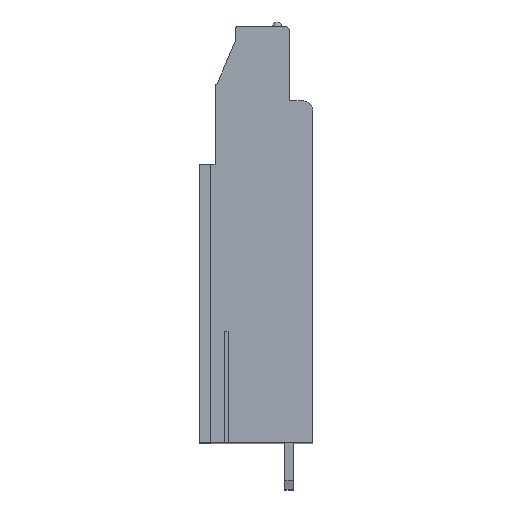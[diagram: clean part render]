
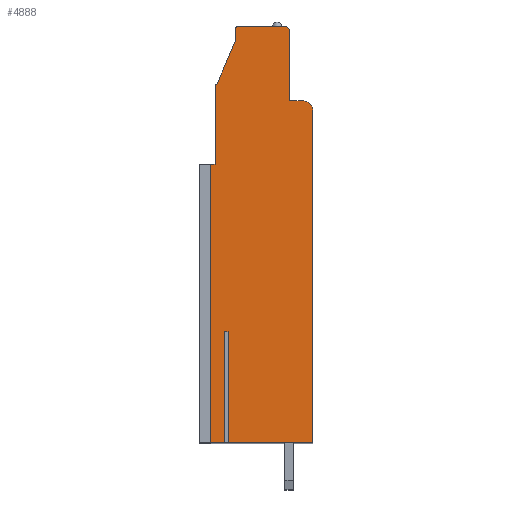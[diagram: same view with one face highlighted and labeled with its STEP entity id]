
A CAD part, top view. The second image highlights one B-rep face of the part: STEP entity #4888.
In plain terms, the highlighted planar face has unit normal (0, 0, 1).
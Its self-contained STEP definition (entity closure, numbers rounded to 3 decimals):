
#13=DIRECTION('',(0.,1.,0.));
#14=VECTOR('',#13,30.);
#15=CARTESIAN_POINT('',(-5.16,-17.199,43.18));
#16=LINE('',#15,#14);
#17=DIRECTION('',(-1.,0.,0.));
#18=VECTOR('',#17,0.5);
#19=CARTESIAN_POINT('',(-4.66,12.801,43.18));
#20=LINE('',#19,#18);
#21=DIRECTION('',(0.,-1.,0.));
#22=VECTOR('',#21,8.4);
#23=CARTESIAN_POINT('',(-4.66,21.201,43.18));
#24=LINE('',#23,#22);
#25=CARTESIAN_POINT('',(-4.46,21.201,43.18));
#26=DIRECTION('',(0.,0.,1.));
#27=DIRECTION('',(0.,1.,0.));
#28=AXIS2_PLACEMENT_3D('',#25,#26,#27);
#30=DIRECTION('',(-0.392,-0.92,0.));
#31=VECTOR('',#30,5.108);
#32=CARTESIAN_POINT('',(-2.46,26.101,43.18));
#33=LINE('',#32,#31);
#34=DIRECTION('',(0.,-1.,0.));
#35=VECTOR('',#34,1.2);
#36=CARTESIAN_POINT('',(-2.46,27.301,43.18));
#37=LINE('',#36,#35);
#38=CARTESIAN_POINT('',(-2.16,27.301,43.18));
#39=DIRECTION('',(0.,0.,1.));
#40=DIRECTION('',(0.,1.,0.));
#41=AXIS2_PLACEMENT_3D('',#38,#39,#40);
#43=DIRECTION('',(-1.,0.,0.));
#44=VECTOR('',#43,5.);
#45=CARTESIAN_POINT('',(2.84,27.601,43.18));
#46=LINE('',#45,#44);
#47=CARTESIAN_POINT('',(2.84,27.101,43.18));
#48=DIRECTION('',(0.,0.,1.));
#49=DIRECTION('',(1.,0.,0.));
#50=AXIS2_PLACEMENT_3D('',#47,#48,#49);
#52=DIRECTION('',(0.,1.,0.));
#53=VECTOR('',#52,7.5);
#54=CARTESIAN_POINT('',(3.34,19.601,43.18));
#55=LINE('',#54,#53);
#56=DIRECTION('',(-1.,0.,0.));
#57=VECTOR('',#56,1.5);
#58=CARTESIAN_POINT('',(4.84,19.601,43.18));
#59=LINE('',#58,#57);
#60=CARTESIAN_POINT('',(4.84,18.601,43.18));
#61=DIRECTION('',(0.,0.,1.));
#62=DIRECTION('',(1.,0.,0.));
#63=AXIS2_PLACEMENT_3D('',#60,#61,#62);
#65=DIRECTION('',(0.,1.,0.));
#66=VECTOR('',#65,35.8);
#67=CARTESIAN_POINT('',(5.84,-17.199,43.18));
#68=LINE('',#67,#66);
#69=DIRECTION('',(1.,0.,0.));
#70=VECTOR('',#69,9.11);
#71=CARTESIAN_POINT('',(-3.27,-17.199,43.18));
#72=LINE('',#71,#70);
#73=DIRECTION('',(0.,1.,0.));
#74=VECTOR('',#73,11.95);
#75=CARTESIAN_POINT('',(-3.27,-17.199,43.18));
#76=LINE('',#75,#74);
#77=DIRECTION('',(-1.,0.,0.));
#78=VECTOR('',#77,0.38);
#79=CARTESIAN_POINT('',(-3.27,-5.249,43.18));
#80=LINE('',#79,#78);
#81=DIRECTION('',(0.,1.,0.));
#82=VECTOR('',#81,11.95);
#83=CARTESIAN_POINT('',(-3.65,-17.199,43.18));
#84=LINE('',#83,#82);
#85=DIRECTION('',(1.,0.,0.));
#86=VECTOR('',#85,1.51);
#87=CARTESIAN_POINT('',(-5.16,-17.199,43.18));
#88=LINE('',#87,#86);
#3735=CARTESIAN_POINT('',(5.84,-17.199,43.18));
#3736=CARTESIAN_POINT('',(5.84,18.601,43.18));
#3737=VERTEX_POINT('',#3735);
#3738=VERTEX_POINT('',#3736);
#3739=CARTESIAN_POINT('',(4.84,19.601,43.18));
#3740=VERTEX_POINT('',#3739);
#3741=CARTESIAN_POINT('',(3.34,19.601,43.18));
#3742=VERTEX_POINT('',#3741);
#3743=CARTESIAN_POINT('',(3.34,27.101,43.18));
#3744=VERTEX_POINT('',#3743);
#3745=CARTESIAN_POINT('',(2.84,27.601,43.18));
#3746=VERTEX_POINT('',#3745);
#3747=CARTESIAN_POINT('',(-2.16,27.601,43.18));
#3748=VERTEX_POINT('',#3747);
#3749=CARTESIAN_POINT('',(-2.46,27.301,43.18));
#3750=VERTEX_POINT('',#3749);
#3751=CARTESIAN_POINT('',(-2.46,26.101,43.18));
#3752=VERTEX_POINT('',#3751);
#3753=CARTESIAN_POINT('',(-4.46,21.401,43.18));
#3754=VERTEX_POINT('',#3753);
#3755=CARTESIAN_POINT('',(-4.66,21.201,43.18));
#3756=VERTEX_POINT('',#3755);
#3757=CARTESIAN_POINT('',(-4.66,12.801,43.18));
#3758=VERTEX_POINT('',#3757);
#3871=CARTESIAN_POINT('',(-3.27,-5.249,43.18));
#3872=CARTESIAN_POINT('',(-3.65,-5.249,43.18));
#3873=VERTEX_POINT('',#3871);
#3874=VERTEX_POINT('',#3872);
#3875=CARTESIAN_POINT('',(-3.27,-17.199,43.18));
#3876=VERTEX_POINT('',#3875);
#3877=CARTESIAN_POINT('',(-3.65,-17.199,43.18));
#3878=VERTEX_POINT('',#3877);
#3887=CARTESIAN_POINT('',(-5.16,-17.199,43.18));
#3888=CARTESIAN_POINT('',(-5.16,12.801,43.18));
#3889=VERTEX_POINT('',#3887);
#3890=VERTEX_POINT('',#3888);
#4845=CARTESIAN_POINT('',(0.,0.,43.18));
#4846=DIRECTION('',(0.,0.,1.));
#4847=DIRECTION('',(1.,0.,0.));
#4848=AXIS2_PLACEMENT_3D('',#4845,#4846,#4847);
#4849=PLANE('',#4848);
#4851=ORIENTED_EDGE('',*,*,#4850,.T.);
#4853=ORIENTED_EDGE('',*,*,#4852,.F.);
#4855=ORIENTED_EDGE('',*,*,#4854,.F.);
#4857=ORIENTED_EDGE('',*,*,#4856,.F.);
#4859=ORIENTED_EDGE('',*,*,#4858,.F.);
#4861=ORIENTED_EDGE('',*,*,#4860,.F.);
#4863=ORIENTED_EDGE('',*,*,#4862,.F.);
#4865=ORIENTED_EDGE('',*,*,#4864,.F.);
#4867=ORIENTED_EDGE('',*,*,#4866,.F.);
#4869=ORIENTED_EDGE('',*,*,#4868,.F.);
#4871=ORIENTED_EDGE('',*,*,#4870,.F.);
#4873=ORIENTED_EDGE('',*,*,#4872,.F.);
#4875=ORIENTED_EDGE('',*,*,#4874,.F.);
#4877=ORIENTED_EDGE('',*,*,#4876,.F.);
#4879=ORIENTED_EDGE('',*,*,#4878,.T.);
#4881=ORIENTED_EDGE('',*,*,#4880,.T.);
#4883=ORIENTED_EDGE('',*,*,#4882,.F.);
#4885=ORIENTED_EDGE('',*,*,#4884,.F.);
#4886=EDGE_LOOP('',(#4851,#4853,#4855,#4857,#4859,#4861,#4863,#4865,#4867,#4869,
#4871,#4873,#4875,#4877,#4879,#4881,#4883,#4885));
#4887=FACE_OUTER_BOUND('',#4886,.F.);
#29=CIRCLE('',#28,0.2);
#42=CIRCLE('',#41,0.3);
#51=CIRCLE('',#50,0.5);
#64=CIRCLE('',#63,1.);
#4850=EDGE_CURVE('',#3889,#3890,#16,.T.);
#4852=EDGE_CURVE('',#3758,#3890,#20,.T.);
#4854=EDGE_CURVE('',#3756,#3758,#24,.T.);
#4856=EDGE_CURVE('',#3754,#3756,#29,.T.);
#4858=EDGE_CURVE('',#3752,#3754,#33,.T.);
#4860=EDGE_CURVE('',#3750,#3752,#37,.T.);
#4862=EDGE_CURVE('',#3748,#3750,#42,.T.);
#4864=EDGE_CURVE('',#3746,#3748,#46,.T.);
#4866=EDGE_CURVE('',#3744,#3746,#51,.T.);
#4868=EDGE_CURVE('',#3742,#3744,#55,.T.);
#4870=EDGE_CURVE('',#3740,#3742,#59,.T.);
#4872=EDGE_CURVE('',#3738,#3740,#64,.T.);
#4874=EDGE_CURVE('',#3737,#3738,#68,.T.);
#4876=EDGE_CURVE('',#3876,#3737,#72,.T.);
#4878=EDGE_CURVE('',#3876,#3873,#76,.T.);
#4880=EDGE_CURVE('',#3873,#3874,#80,.T.);
#4882=EDGE_CURVE('',#3878,#3874,#84,.T.);
#4884=EDGE_CURVE('',#3889,#3878,#88,.T.);
#4888=ADVANCED_FACE('',(#4887),#4849,.T.);
